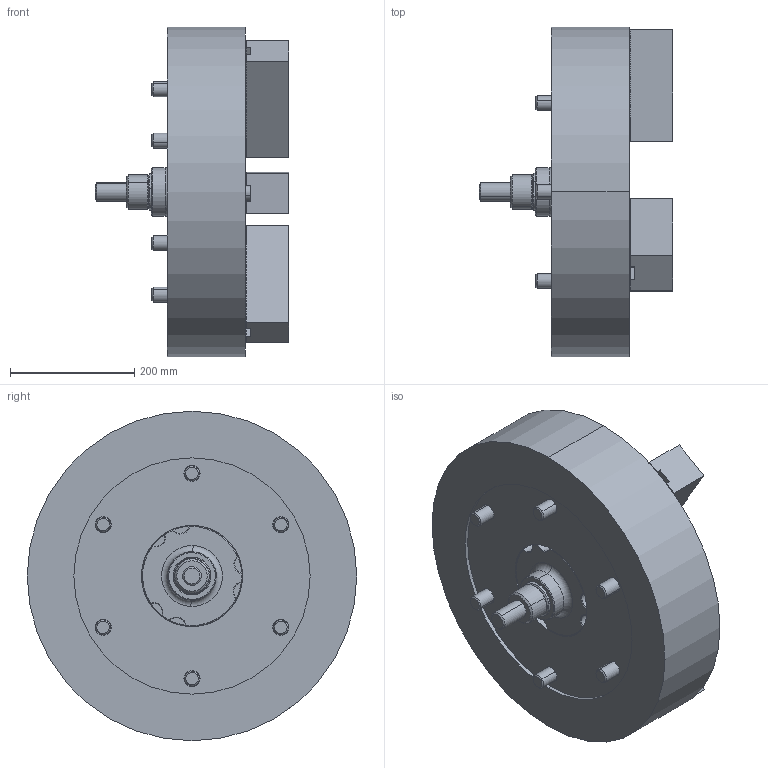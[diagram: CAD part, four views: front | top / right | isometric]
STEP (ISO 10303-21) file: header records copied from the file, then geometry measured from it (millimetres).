
FILE_DESCRIPTION (( 'STEP AP203' ), '1' );
FILE_NAME ('CF-3M-221.STEP', '2020-01-08T03:34:23', ( 'temp' ), ( '' ), 'SwSTEP 2.0', 'SolidWorks 2016', '' );
FILE_SCHEMA (( 'CONFIG_CONTROL_DESIGN' ));
Length unit declared in the file: millimetre
Products named in the file (9): CF-3M-221; CF-3M-221-01000; CF-3M-221-02000; CF-3M-221-04000; CF-3P-15-05000; CF-3P-15-06000; SJ-21; 圓頭內六角螺栓_M30x125(全牙); 圓頭內六角螺栓_M24x120
Assembly tree (21 placements, depth 2):
  CF-3M-221
    CF-3M-221-01000
    CF-3M-221-02000
    CF-3M-221-04000
    CF-3P-15-05000
    CF-3P-15-06000
    SJ-21  x3
    圓頭內六角螺栓_M30x125(全牙)
    圓頭內六角螺栓_M24x120  x12
Bounding box: 311.16 x 530 x 530 mm (x, y, z)
Volume: 28709773.7 mm3; surface area: 1341493.6 mm2
Topology: 21 solids, 21 shells, 2383 faces, 6686 edges, 4390 vertices
Faces by surface type: plane 1776, cylinder 453, cone 124, bspline 18, torus 12
Entity records: 30449 total; most frequent: CARTESIAN_POINT 6541, ORIENTED_EDGE 4844, DIRECTION 4558, EDGE_CURVE 2422, VECTOR 1816, LINE 1816, VERTEX_POINT 1584, AXIS2_PLACEMENT_3D 1371
